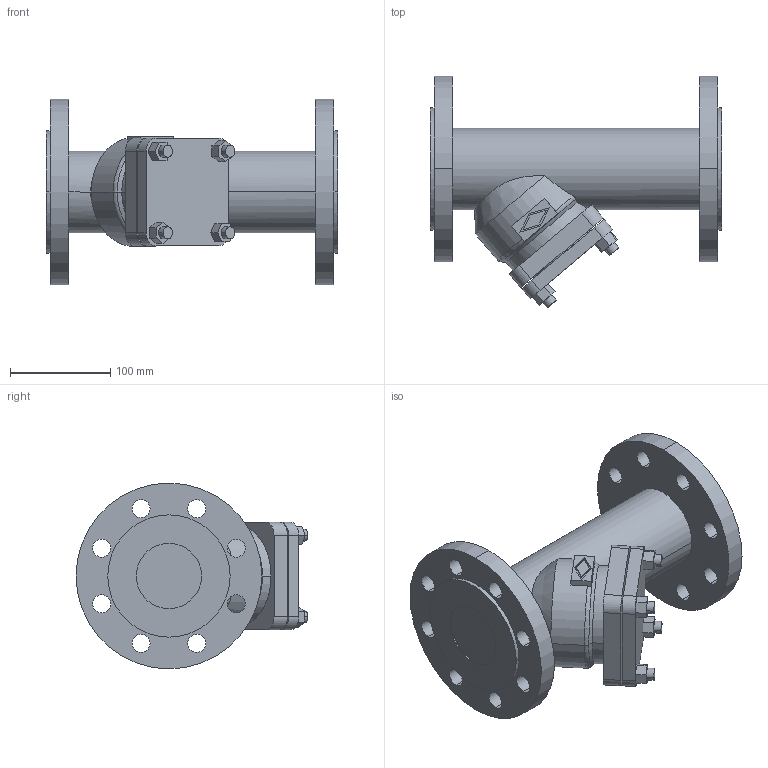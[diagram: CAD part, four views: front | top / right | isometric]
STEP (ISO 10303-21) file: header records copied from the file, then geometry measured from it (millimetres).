
FILE_DESCRIPTION(('OneSpaceDesigner STEP Export'),'2;1');
FILE_NAME('c000001935.stp','2005-09-26T11:55:53',(''),(''),'OneSpace Designer STEP processor (Jan. 2003) for AP203(Solid Model)','OneSpace Designer 12.01D 09-Jul-2004 (C) CoCreate Software GmbH','');
FILE_SCHEMA(('CONFIG_CONTROL_DESIGN'));
Length unit declared in the file: millimetre
Products named in the file (1): 1
Bounding box: 290 x 230.89 x 185 mm (x, y, z)
Volume: 3043337 mm3; surface area: 248532.7 mm2
Topology: 1 solids, 1 shells, 141 faces, 362 edges, 241 vertices
Faces by surface type: cylinder 68, plane 67, cone 4, torus 2
Entity records: 4509 total; most frequent: CARTESIAN_POINT 825, ORIENTED_EDGE 724, DIRECTION 585, SURFACE_CURVE 362, EDGE_CURVE 362, VERTEX_POINT 241, VECTOR 199, LINE 199
